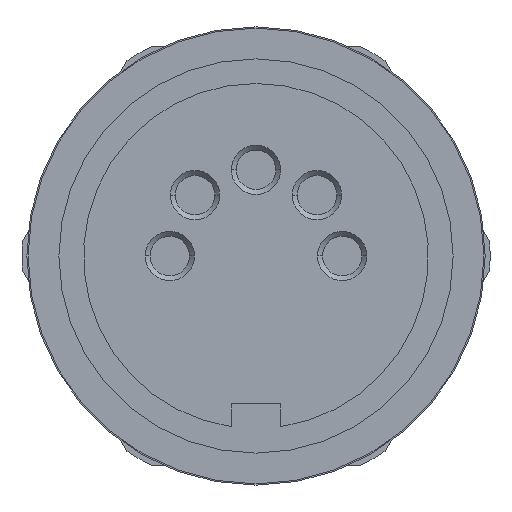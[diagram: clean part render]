
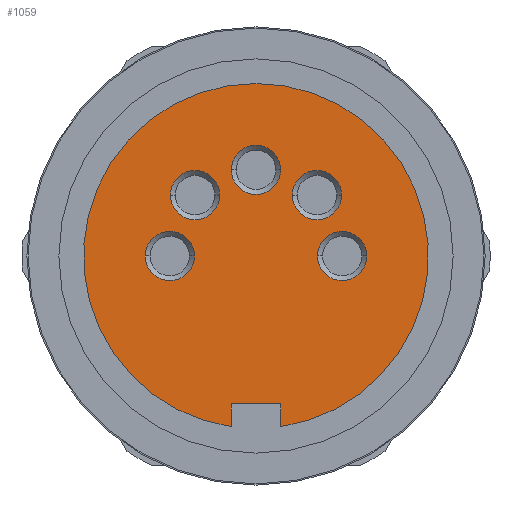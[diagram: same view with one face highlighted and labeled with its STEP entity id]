
A CAD part, front view. The second image highlights one B-rep face of the part: STEP entity #1059.
In plain terms, the highlighted planar face has unit normal (0, -1, 0).
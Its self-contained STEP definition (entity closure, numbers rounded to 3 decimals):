
#217=CARTESIAN_POINT('',(0.,-31.0,7.));
#218=VERTEX_POINT('',#217);
#227=CARTESIAN_POINT('',(1.0,-31.0,-6.928));
#228=VERTEX_POINT('',#227);
#229=CARTESIAN_POINT('',(0.0,-31.,0.));
#230=DIRECTION('',(0.0,1.0,0.0));
#231=DIRECTION('',(0.0,0.0,1.0));
#232=AXIS2_PLACEMENT_3D('',#229,#230,#231);
#233=CIRCLE('',#232,7.);
#234=EDGE_CURVE('',#218,#228,#233,.T.);
#575=CARTESIAN_POINT('',(-2.5,-31.,0.));
#576=VERTEX_POINT('',#575);
#584=CARTESIAN_POINT('',(-4.5,-31.,0.));
#585=VERTEX_POINT('',#584);
#592=CARTESIAN_POINT('',(-3.5,-31.,0.));
#593=DIRECTION('',(0.0,-1.0,0.0));
#594=DIRECTION('',(1.0,0.0,0.0));
#595=AXIS2_PLACEMENT_3D('',#592,#593,#594);
#596=CIRCLE('',#595,1.);
#597=EDGE_CURVE('',#585,#576,#596,.T.);
#649=CARTESIAN_POINT('',(1.,-31.,3.5));
#650=VERTEX_POINT('',#649);
#658=CARTESIAN_POINT('',(-1.,-31.,3.5));
#659=VERTEX_POINT('',#658);
#666=CARTESIAN_POINT('',(0.0,-31.,3.5));
#667=DIRECTION('',(0.0,-1.0,0.0));
#668=DIRECTION('',(1.0,0.0,0.0));
#669=AXIS2_PLACEMENT_3D('',#666,#667,#668);
#670=CIRCLE('',#669,1.);
#671=EDGE_CURVE('',#659,#650,#670,.T.);
#723=CARTESIAN_POINT('',(3.475,-31.,2.47));
#724=VERTEX_POINT('',#723);
#732=CARTESIAN_POINT('',(1.475,-31.,2.47));
#733=VERTEX_POINT('',#732);
#740=CARTESIAN_POINT('',(2.475,-31.,2.47));
#741=DIRECTION('',(0.0,-1.0,0.0));
#742=DIRECTION('',(1.0,0.0,0.0));
#743=AXIS2_PLACEMENT_3D('',#740,#741,#742);
#744=CIRCLE('',#743,1.);
#745=EDGE_CURVE('',#733,#724,#744,.T.);
#797=CARTESIAN_POINT('',(-1.475,-31.,2.47));
#798=VERTEX_POINT('',#797);
#806=CARTESIAN_POINT('',(-3.475,-31.,2.47));
#807=VERTEX_POINT('',#806);
#814=CARTESIAN_POINT('',(-2.475,-31.,2.47));
#815=DIRECTION('',(0.0,-1.0,0.0));
#816=DIRECTION('',(1.0,0.0,0.0));
#817=AXIS2_PLACEMENT_3D('',#814,#815,#816);
#818=CIRCLE('',#817,1.);
#819=EDGE_CURVE('',#807,#798,#818,.T.);
#871=CARTESIAN_POINT('',(4.5,-31.,0.));
#872=VERTEX_POINT('',#871);
#880=CARTESIAN_POINT('',(2.5,-31.,0.));
#881=VERTEX_POINT('',#880);
#888=CARTESIAN_POINT('',(3.5,-31.,0.));
#889=DIRECTION('',(0.0,-1.0,0.0));
#890=DIRECTION('',(1.0,0.0,0.0));
#891=AXIS2_PLACEMENT_3D('',#888,#889,#890);
#892=CIRCLE('',#891,1.);
#893=EDGE_CURVE('',#881,#872,#892,.T.);
#912=CARTESIAN_POINT('',(1.0,-31.0,-6.));
#913=VERTEX_POINT('',#912);
#914=CARTESIAN_POINT('',(1.0,-31.0,-6.));
#915=DIRECTION('',(0.0,0.0,-1.0));
#916=VECTOR('',#915,0.928);
#917=LINE('',#914,#916);
#918=EDGE_CURVE('',#913,#228,#917,.T.);
#943=CARTESIAN_POINT('',(-1.0,-31.0,-6.));
#944=VERTEX_POINT('',#943);
#945=CARTESIAN_POINT('',(-1.0,-31.0,-6.));
#946=DIRECTION('',(1.0,0.0,0.0));
#947=VECTOR('',#946,2.0);
#948=LINE('',#945,#947);
#949=EDGE_CURVE('',#944,#913,#948,.T.);
#974=CARTESIAN_POINT('',(-1.0,-31.0,-6.928));
#975=VERTEX_POINT('',#974);
#976=CARTESIAN_POINT('',(-1.0,-31.0,-6.928));
#977=DIRECTION('',(0.0,0.0,1.0));
#978=VECTOR('',#977,0.928);
#979=LINE('',#976,#978);
#980=EDGE_CURVE('',#975,#944,#979,.T.);
#991=CARTESIAN_POINT('',(0.0,-31.,3.5));
#992=DIRECTION('',(0.0,-1.0,0.0));
#993=DIRECTION('',(0.0,0.0,-1.0));
#994=AXIS2_PLACEMENT_3D('',#991,#992,#993);
#995=PLANE('',#994);
#996=ORIENTED_EDGE('',*,*,#980,.T.);
#997=ORIENTED_EDGE('',*,*,#949,.T.);
#998=ORIENTED_EDGE('',*,*,#918,.T.);
#999=ORIENTED_EDGE('',*,*,#234,.F.);
#1000=CARTESIAN_POINT('',(0.0,-31.,0.));
#1001=DIRECTION('',(0.0,1.0,0.0));
#1002=DIRECTION('',(0.0,0.0,1.0));
#1003=AXIS2_PLACEMENT_3D('',#1000,#1001,#1002);
#1004=CIRCLE('',#1003,7.);
#1005=EDGE_CURVE('',#975,#218,#1004,.T.);
#1006=ORIENTED_EDGE('',*,*,#1005,.F.);
#1007=EDGE_LOOP('',(#996,#997,#998,#999,#1006));
#1008=FACE_OUTER_BOUND('',#1007,.T.);
#1009=ORIENTED_EDGE('',*,*,#893,.F.);
#1010=CARTESIAN_POINT('',(3.5,-31.,0.));
#1011=DIRECTION('',(0.0,-1.0,0.0));
#1012=DIRECTION('',(1.0,0.0,0.0));
#1013=AXIS2_PLACEMENT_3D('',#1010,#1011,#1012);
#1014=CIRCLE('',#1013,1.);
#1015=EDGE_CURVE('',#872,#881,#1014,.T.);
#1016=ORIENTED_EDGE('',*,*,#1015,.F.);
#1017=EDGE_LOOP('',(#1009,#1016));
#1018=FACE_BOUND('',#1017,.T.);
#1019=ORIENTED_EDGE('',*,*,#745,.F.);
#1020=CARTESIAN_POINT('',(2.475,-31.,2.47));
#1021=DIRECTION('',(0.0,-1.0,0.0));
#1022=DIRECTION('',(1.0,0.0,0.0));
#1023=AXIS2_PLACEMENT_3D('',#1020,#1021,#1022);
#1024=CIRCLE('',#1023,1.);
#1025=EDGE_CURVE('',#724,#733,#1024,.T.);
#1026=ORIENTED_EDGE('',*,*,#1025,.F.);
#1027=EDGE_LOOP('',(#1019,#1026));
#1028=FACE_BOUND('',#1027,.T.);
#1029=ORIENTED_EDGE('',*,*,#597,.F.);
#1030=CARTESIAN_POINT('',(-3.5,-31.,0.));
#1031=DIRECTION('',(0.0,-1.0,0.0));
#1032=DIRECTION('',(1.0,0.0,0.0));
#1033=AXIS2_PLACEMENT_3D('',#1030,#1031,#1032);
#1034=CIRCLE('',#1033,1.);
#1035=EDGE_CURVE('',#576,#585,#1034,.T.);
#1036=ORIENTED_EDGE('',*,*,#1035,.F.);
#1037=EDGE_LOOP('',(#1029,#1036));
#1038=FACE_BOUND('',#1037,.T.);
#1039=ORIENTED_EDGE('',*,*,#671,.F.);
#1040=CARTESIAN_POINT('',(0.0,-31.,3.5));
#1041=DIRECTION('',(0.0,-1.0,0.0));
#1042=DIRECTION('',(1.0,0.0,0.0));
#1043=AXIS2_PLACEMENT_3D('',#1040,#1041,#1042);
#1044=CIRCLE('',#1043,1.);
#1045=EDGE_CURVE('',#650,#659,#1044,.T.);
#1046=ORIENTED_EDGE('',*,*,#1045,.F.);
#1047=EDGE_LOOP('',(#1039,#1046));
#1048=FACE_BOUND('',#1047,.T.);
#1049=ORIENTED_EDGE('',*,*,#819,.F.);
#1050=CARTESIAN_POINT('',(-2.475,-31.,2.47));
#1051=DIRECTION('',(0.0,-1.0,0.0));
#1052=DIRECTION('',(1.0,0.0,0.0));
#1053=AXIS2_PLACEMENT_3D('',#1050,#1051,#1052);
#1054=CIRCLE('',#1053,1.);
#1055=EDGE_CURVE('',#798,#807,#1054,.T.);
#1056=ORIENTED_EDGE('',*,*,#1055,.F.);
#1057=EDGE_LOOP('',(#1049,#1056));
#1058=FACE_BOUND('',#1057,.T.);
#1059=ADVANCED_FACE('',(#1008,#1018,#1028,#1038,#1048,#1058),#995,.T.);
